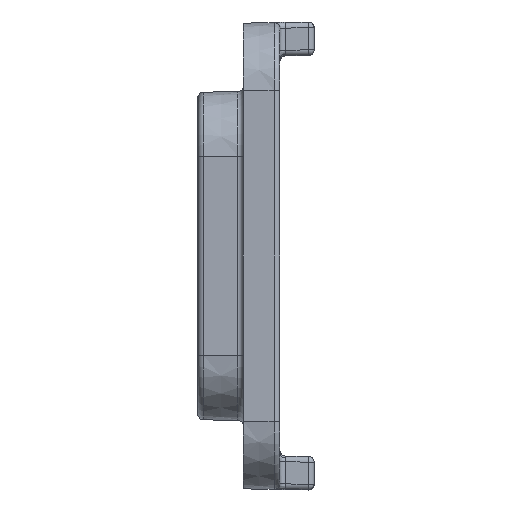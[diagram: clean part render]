
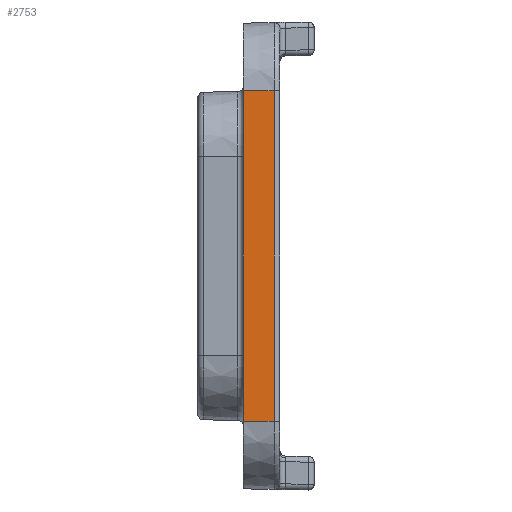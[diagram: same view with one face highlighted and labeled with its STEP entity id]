
A CAD part, left-side view. The second image highlights one B-rep face of the part: STEP entity #2753.
In plain terms, the highlighted planar face has unit normal (-1, 0.018, 0).
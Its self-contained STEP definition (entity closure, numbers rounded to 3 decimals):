
#157 = DIRECTION ( 'NONE',  ( 0., 0., -1. ) ) ;
#470 = ORIENTED_EDGE ( 'NONE', *, *, #11957, .T. ) ;
#596 = LINE ( 'NONE', #21430, #25026 ) ;
#1428 = CARTESIAN_POINT ( 'NONE',  ( -41.847, 28.4, 7.6 ) ) ;
#2343 = CARTESIAN_POINT ( 'NONE',  ( -41.871, 27.054, -6.9 ) ) ;
#2753 = ADVANCED_FACE ( 'NONE', ( #24319 ), #12822, .T. ) ;
#2849 = LINE ( 'NONE', #10719, #22784 ) ;
#3114 = AXIS2_PLACEMENT_3D ( 'NONE', #18751, #7154, #20705 ) ;
#4319 = CARTESIAN_POINT ( 'NONE',  ( -41.871, 27.054, 7.6 ) ) ;
#4346 = ORIENTED_EDGE ( 'NONE', *, *, #19553, .T. ) ;
#4919 = VERTEX_POINT ( 'NONE', #1428 ) ;
#5780 = LINE ( 'NONE', #18791, #20602 ) ;
#7154 = DIRECTION ( 'NONE',  ( -1., 0.017, 0. ) ) ;
#7872 = EDGE_LOOP ( 'NONE', ( #4346, #9509, #10114, #470 ) ) ;
#9096 = DIRECTION ( 'NONE',  ( -0.017, -1., 0. ) ) ;
#9509 = ORIENTED_EDGE ( 'NONE', *, *, #23226, .T. ) ;
#10114 = ORIENTED_EDGE ( 'NONE', *, *, #13393, .T. ) ;
#10719 = CARTESIAN_POINT ( 'NONE',  ( -41.871, 27.054, 7.6 ) ) ;
#10891 = VERTEX_POINT ( 'NONE', #2343 ) ;
#11957 = EDGE_CURVE ( 'NONE', #4919, #18718, #596, .T. ) ;
#12478 = VERTEX_POINT ( 'NONE', #4319 ) ;
#12822 = PLANE ( 'NONE',  #3114 ) ;
#13393 = EDGE_CURVE ( 'NONE', #12478, #4919, #24128, .T. ) ;
#13481 = DIRECTION ( 'NONE',  ( 0.017, 1., 0. ) ) ;
#13884 = VECTOR ( 'NONE', #13481, 1000. ) ;
#16536 = DIRECTION ( 'NONE',  ( 0., 0., 1. ) ) ;
#18718 = VERTEX_POINT ( 'NONE', #23035 ) ;
#18751 = CARTESIAN_POINT ( 'NONE',  ( -41.875, 26.8, 0. ) ) ;
#18791 = CARTESIAN_POINT ( 'NONE',  ( -41.875, 26.8, -6.9 ) ) ;
#19553 = EDGE_CURVE ( 'NONE', #18718, #10891, #5780, .T. ) ;
#20602 = VECTOR ( 'NONE', #9096, 1000. ) ;
#20705 = DIRECTION ( 'NONE',  ( -0.017, -1., 0. ) ) ;
#21108 = CARTESIAN_POINT ( 'NONE',  ( -41.875, 26.8, 7.6 ) ) ;
#21430 = CARTESIAN_POINT ( 'NONE',  ( -41.847, 28.4, 0. ) ) ;
#22784 = VECTOR ( 'NONE', #16536, 1000. ) ;
#23035 = CARTESIAN_POINT ( 'NONE',  ( -41.847, 28.4, -6.9 ) ) ;
#23226 = EDGE_CURVE ( 'NONE', #10891, #12478, #2849, .T. ) ;
#24128 = LINE ( 'NONE', #21108, #13884 ) ;
#24319 = FACE_OUTER_BOUND ( 'NONE', #7872, .T. ) ;
#25026 = VECTOR ( 'NONE', #157, 1000. ) ;
